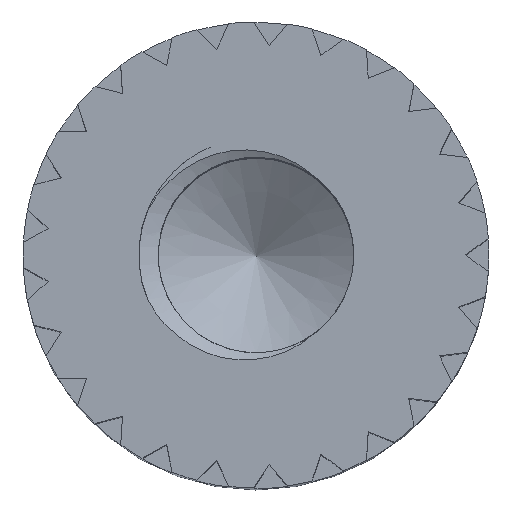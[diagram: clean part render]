
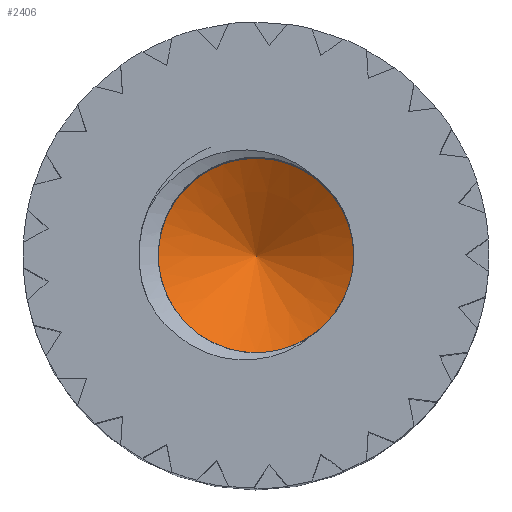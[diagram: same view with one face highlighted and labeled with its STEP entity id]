
A CAD part, top view. The second image highlights one B-rep face of the part: STEP entity #2406.
In plain terms, the highlighted conical face has half-angle 59 degrees and reference radius 1.26 mm.
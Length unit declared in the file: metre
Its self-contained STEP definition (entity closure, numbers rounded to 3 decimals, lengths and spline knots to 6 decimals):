
#20=CIRCLE('',#3342,0.00126);
#74=VERTEX_LOOP('',#1330);
#75=CONICAL_SURFACE('',#3341,0.00126,1.03);
#285=ORIENTED_EDGE('',*,*,#982,.T.);
#982=EDGE_CURVE('',#1331,#1331,#20,.T.);
#1330=VERTEX_POINT('',#4096);
#1331=VERTEX_POINT('',#4098);
#1983=EDGE_LOOP('',(#285));
#2118=FACE_BOUND('',#74,.T.);
#2119=FACE_BOUND('',#1983,.T.);
#2406=ADVANCED_FACE('',(#2118,#2119),#75,.F.);
#3341=AXIS2_PLACEMENT_3D('',#4095,#3504,#3505);
#3342=AXIS2_PLACEMENT_3D('',#4097,#3506,#3507);
#3504=DIRECTION('',(0.,0.,1.));
#3505=DIRECTION('',(1.,0.,0.));
#3506=DIRECTION('',(0.,0.,1.));
#3507=DIRECTION('',(1.,0.,0.));
#4095=CARTESIAN_POINT('',(0.,0.,0.0075));
#4096=CARTESIAN_POINT('',(0.,0.,0.006743));
#4097=CARTESIAN_POINT('',(0.,0.,0.0075));
#4098=CARTESIAN_POINT('',(0.00126,0.,0.0075));
